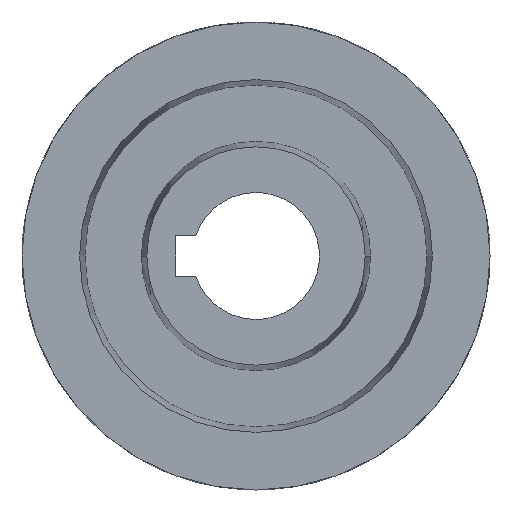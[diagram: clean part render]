
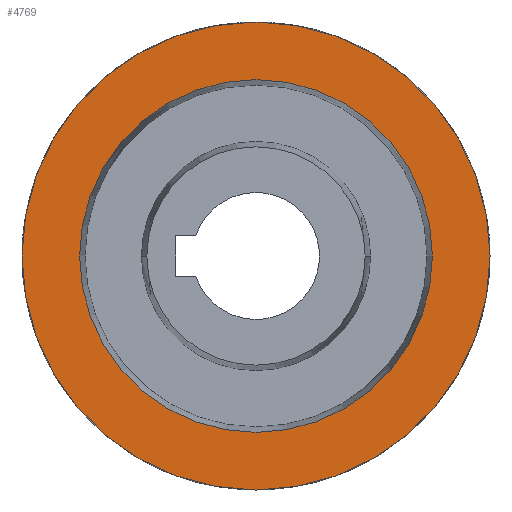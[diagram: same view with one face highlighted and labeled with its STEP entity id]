
A CAD part, left-side view. The second image highlights one B-rep face of the part: STEP entity #4769.
In plain terms, the highlighted planar face has unit normal (-1, 0, 0).
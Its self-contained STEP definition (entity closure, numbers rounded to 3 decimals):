
#1074=CARTESIAN_POINT('',(-25.,0.,0.));
#1075=DIRECTION('',(-1.,0.,0.));
#1076=DIRECTION('',(0.,1.,0.));
#1077=AXIS2_PLACEMENT_3D('',#1074,#1075,#1076);
#1079=CARTESIAN_POINT('',(-25.,0.,0.));
#1080=DIRECTION('',(1.,0.,0.));
#1081=DIRECTION('',(0.,1.,0.));
#1082=AXIS2_PLACEMENT_3D('',#1079,#1080,#1081);
#1084=CARTESIAN_POINT('',(-25.,0.,0.));
#1085=DIRECTION('',(1.,0.,0.));
#1086=DIRECTION('',(0.,1.,0.));
#1087=AXIS2_PLACEMENT_3D('',#1084,#1085,#1086);
#1089=CARTESIAN_POINT('',(-25.,0.,0.));
#1090=DIRECTION('',(1.,0.,0.));
#1091=DIRECTION('',(0.,-1.,0.));
#1092=AXIS2_PLACEMENT_3D('',#1089,#1090,#1091);
#2647=CARTESIAN_POINT('',(-25.,46.1,0.));
#2648=CARTESIAN_POINT('',(-25.,-46.1,0.));
#2649=VERTEX_POINT('',#2647);
#2650=VERTEX_POINT('',#2648);
#3027=CARTESIAN_POINT('',(-25.,34.75,0.));
#3029=VERTEX_POINT('',#3027);
#3031=CARTESIAN_POINT('',(-25.,-34.75,0.));
#3033=VERTEX_POINT('',#3031);
#4754=CARTESIAN_POINT('',(-25.,0.,0.));
#4755=DIRECTION('',(1.,0.,0.));
#4756=DIRECTION('',(0.,-1.,0.));
#4757=AXIS2_PLACEMENT_3D('',#4754,#4755,#4756);
#4758=PLANE('',#4757);
#4759=ORIENTED_EDGE('',*,*,#4166,.F.);
#4760=ORIENTED_EDGE('',*,*,#3480,.T.);
#4761=EDGE_LOOP('',(#4759,#4760));
#4762=FACE_OUTER_BOUND('',#4761,.F.);
#4764=ORIENTED_EDGE('',*,*,#4763,.F.);
#4766=ORIENTED_EDGE('',*,*,#4765,.F.);
#4767=EDGE_LOOP('',(#4764,#4766));
#4768=FACE_BOUND('',#4767,.F.);
#4769=ADVANCED_FACE('',(#4762,#4768),#4758,.F.);
#1078=CIRCLE('',#1077,46.1);
#1083=CIRCLE('',#1082,46.1);
#1088=CIRCLE('',#1087,34.75);
#1093=CIRCLE('',#1092,34.75);
#3480=EDGE_CURVE('',#2649,#2650,#1083,.T.);
#4166=EDGE_CURVE('',#2649,#2650,#1078,.T.);
#4763=EDGE_CURVE('',#3029,#3033,#1088,.T.);
#4765=EDGE_CURVE('',#3033,#3029,#1093,.T.);
